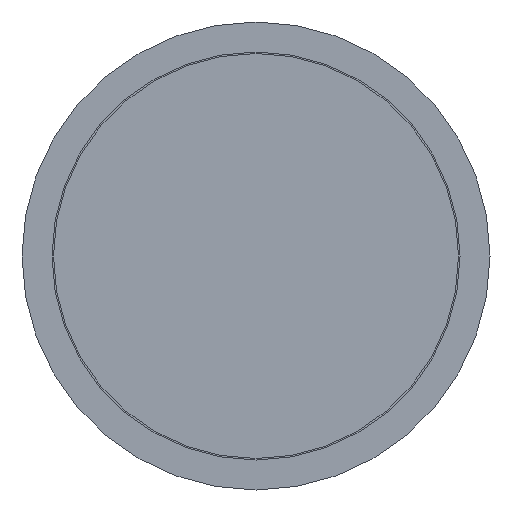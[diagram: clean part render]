
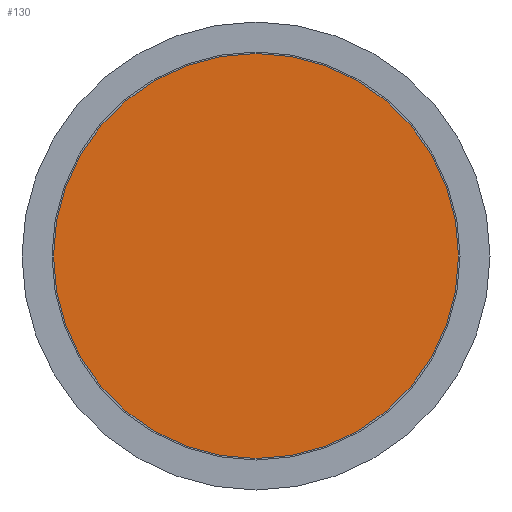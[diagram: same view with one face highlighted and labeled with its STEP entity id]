
A CAD part, front view. The second image highlights one B-rep face of the part: STEP entity #130.
In plain terms, the highlighted planar face has unit normal (0, -1, 0).
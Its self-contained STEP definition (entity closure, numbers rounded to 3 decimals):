
#41 = DIRECTION ( 'NONE',  ( 0., 0., -1. ) ) ;
#130 = ADVANCED_FACE ( 'NONE', ( #407 ), #771, .F. ) ;
#191 = EDGE_CURVE ( 'NONE', #280, #280, #486, .T. ) ;
#231 = AXIS2_PLACEMENT_3D ( 'NONE', #822, #567, #41 ) ;
#280 = VERTEX_POINT ( 'NONE', #809 ) ;
#332 = DIRECTION ( 'NONE',  ( 0., 0., 1. ) ) ;
#407 = FACE_OUTER_BOUND ( 'NONE', #950, .T. ) ;
#486 = CIRCLE ( 'NONE', #231, 33.75 ) ;
#567 = DIRECTION ( 'NONE',  ( 0., -1., 0. ) ) ;
#616 = CARTESIAN_POINT ( 'NONE',  ( -33.75, 0., 0. ) ) ;
#635 = DIRECTION ( 'NONE',  ( 0., 1., 0. ) ) ;
#753 = AXIS2_PLACEMENT_3D ( 'NONE', #616, #635, #332 ) ;
#771 = PLANE ( 'NONE',  #753 ) ;
#809 = CARTESIAN_POINT ( 'NONE',  ( 0., 0., -33.75 ) ) ;
#822 = CARTESIAN_POINT ( 'NONE',  ( 0., 0., 0. ) ) ;
#934 = ORIENTED_EDGE ( 'NONE', *, *, #191, .T. ) ;
#950 = EDGE_LOOP ( 'NONE', ( #934 ) ) ;
